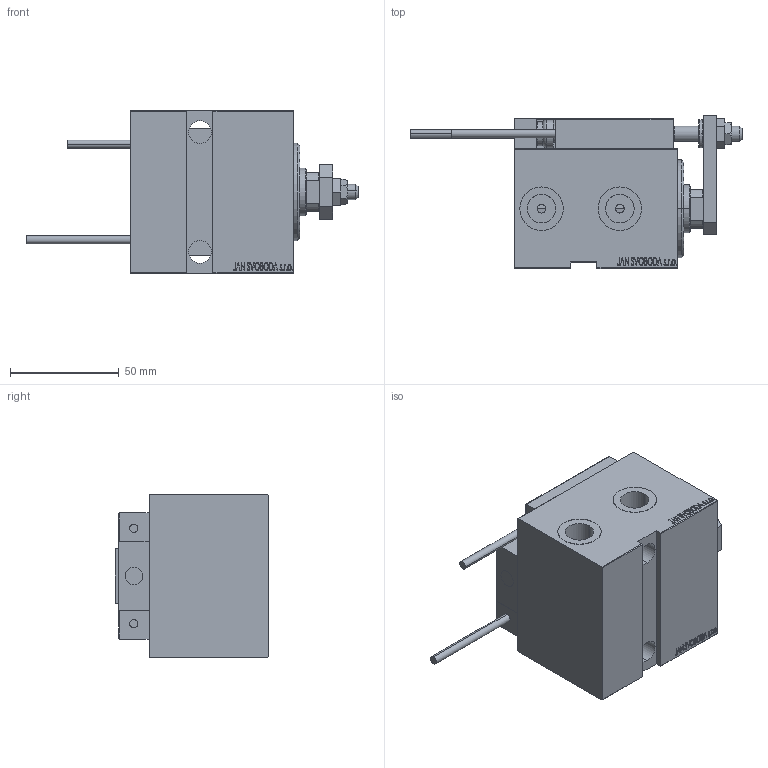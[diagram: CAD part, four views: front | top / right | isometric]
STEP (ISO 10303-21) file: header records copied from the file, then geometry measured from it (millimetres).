
FILE_DESCRIPTION (( 'STEP AP203' ), '1' );
FILE_NAME ('d092.STEP', '2021-03-19T05:57:19', ( '' ), ( '' ), 'SwSTEP 2.0', 'SolidWorks 2019', '' );
FILE_SCHEMA (( 'CONFIG_CONTROL_DESIGN' ));
Length unit declared in the file: millimetre
Products named in the file (16): ALLEN BOLT D8 a69ac28d56f9993fc20030b27d068193; TYC_L79 a69ac28d56f9993fc20030b27d068193; MAGNET a69ac28d56f9993fc20030b27d068193; ZARAZKA a69ac28d56f9993fc20030b27d068193; Block a69ac28d56f9993fc20030b27d068193; SWITCH X a69ac28d56f9993fc20030b27d068193; NUT_D10 a69ac28d56f9993fc20030b27d068193; V450CM_E a69ac28d56f9993fc20030b27d068193; KONCOVKA a69ac28d56f9993fc20030b27d068193; ALLEN BOLT D5 a69ac28d56f9993fc20030b27d068193; SWITCH_X_FRONT_BACK a69ac28d56f9993fc20030b27d068193; V450CM_VC_B a69ac28d56f9993fc20030b27d068193; d092; SWITCH DIM B,W a69ac28d56f9993fc20030b27d068193; NUT_D12 a69ac28d56f9993fc20030b27d068193; V450CM_E_VCP a69ac28d56f9993fc20030b27d068193
Assembly tree (25 placements, depth 3):
  d092
    V450CM_E a69ac28d56f9993fc20030b27d068193
    V450CM_E_VCP a69ac28d56f9993fc20030b27d068193
    V450CM_VC_B a69ac28d56f9993fc20030b27d068193
    SWITCH X a69ac28d56f9993fc20030b27d068193
      SWITCH_X_FRONT_BACK a69ac28d56f9993fc20030b27d068193  x2
      TYC_L79 a69ac28d56f9993fc20030b27d068193
      Block a69ac28d56f9993fc20030b27d068193  x2
      ALLEN BOLT D5 a69ac28d56f9993fc20030b27d068193  x4
      ALLEN BOLT D8 a69ac28d56f9993fc20030b27d068193  x4
      MAGNET a69ac28d56f9993fc20030b27d068193  x2
      KONCOVKA a69ac28d56f9993fc20030b27d068193  x2
    SWITCH DIM B,W a69ac28d56f9993fc20030b27d068193
    ZARAZKA a69ac28d56f9993fc20030b27d068193
    NUT_D10 a69ac28d56f9993fc20030b27d068193
    NUT_D12 a69ac28d56f9993fc20030b27d068193
Bounding box: 152.7 x 70.5 x 75 mm (x, y, z)
Volume: 327042.1 mm3; surface area: 79772 mm2
Topology: 24 solids, 24 shells, 1301 faces, 3114 edges, 1990 vertices
Faces by surface type: plane 574, bspline 380, cylinder 186, cone 113, torus 44, sphere 4
Entity records: 50347 total; most frequent: CARTESIAN_POINT 25559, ORIENTED_EDGE 5248, DIRECTION 3535, EDGE_CURVE 2624, VERTEX_POINT 1714, VECTOR 1515, LINE 1515, EDGE_LOOP 1210
